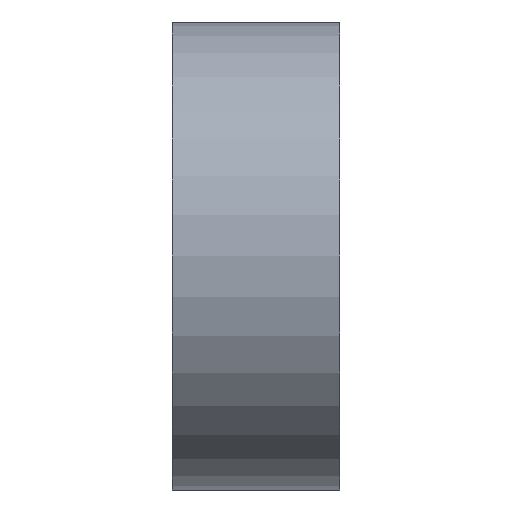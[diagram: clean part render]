
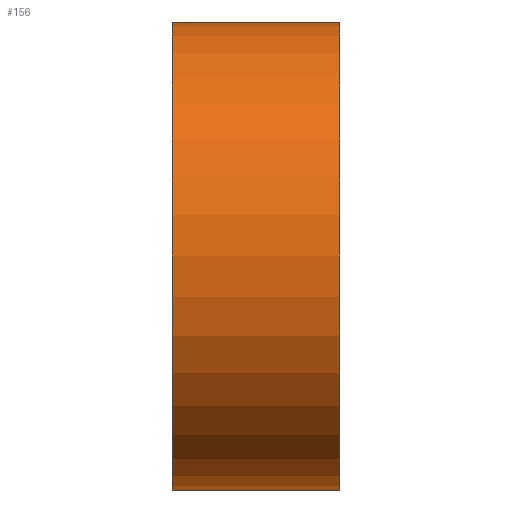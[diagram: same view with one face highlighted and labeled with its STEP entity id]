
A CAD part, left-side view. The second image highlights one B-rep face of the part: STEP entity #156.
In plain terms, the highlighted cylindrical face has radius 2.8 mm (diameter 5.6 mm), a partial arc.
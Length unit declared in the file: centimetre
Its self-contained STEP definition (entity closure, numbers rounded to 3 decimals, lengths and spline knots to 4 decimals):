
#4 = VERTEX_POINT ( 'NONE', #187 ) ;
#7 = VECTOR ( 'NONE', #37, 100. ) ;
#15 = ORIENTED_EDGE ( 'NONE', *, *, #35, .T. ) ;
#19 = DIRECTION ( 'NONE',  ( 0., 1., 0. ) ) ;
#21 = EDGE_CURVE ( 'NONE', #250, #4, #194, .T. ) ;
#35 = EDGE_CURVE ( 'NONE', #172, #302, #70, .T. ) ;
#37 = DIRECTION ( 'NONE',  ( 0., -1., 0. ) ) ;
#41 = DIRECTION ( 'NONE',  ( 0., 0., -1. ) ) ;
#42 = DIRECTION ( 'NONE',  ( 0., 1., 0. ) ) ;
#50 = DIRECTION ( 'NONE',  ( 0., 0., 1. ) ) ;
#51 = CARTESIAN_POINT ( 'NONE',  ( 0., 0.1, 0.28 ) ) ;
#53 = CYLINDRICAL_SURFACE ( 'NONE', #243, 0.28 ) ;
#61 = CARTESIAN_POINT ( 'NONE',  ( 0., 0.1, 0. ) ) ;
#68 = LINE ( 'NONE', #252, #7 ) ;
#70 = CIRCLE ( 'NONE', #178, 0.28 ) ;
#88 = EDGE_CURVE ( 'NONE', #250, #172, #68, .T. ) ;
#104 = CARTESIAN_POINT ( 'NONE',  ( 0., 0.1, -0.28 ) ) ;
#111 = ORIENTED_EDGE ( 'NONE', *, *, #88, .T. ) ;
#113 = AXIS2_PLACEMENT_3D ( 'NONE', #261, #19, #50 ) ;
#115 = ORIENTED_EDGE ( 'NONE', *, *, #167, .F. ) ;
#129 = DIRECTION ( 'NONE',  ( 0., -1., 0. ) ) ;
#135 = FACE_OUTER_BOUND ( 'NONE', #276, .T. ) ;
#151 = VECTOR ( 'NONE', #233, 100. ) ;
#152 = DIRECTION ( 'NONE',  ( 0., 0., 1. ) ) ;
#156 = ADVANCED_FACE ( 'NONE', ( #135 ), #53, .T. ) ;
#166 = CARTESIAN_POINT ( 'NONE',  ( 0., -0.1, 0.28 ) ) ;
#167 = EDGE_CURVE ( 'NONE', #4, #302, #329, .T. ) ;
#172 = VERTEX_POINT ( 'NONE', #321 ) ;
#178 = AXIS2_PLACEMENT_3D ( 'NONE', #181, #42, #152 ) ;
#181 = CARTESIAN_POINT ( 'NONE',  ( 0., -0.1, 0. ) ) ;
#187 = CARTESIAN_POINT ( 'NONE',  ( 0., 0.1, 0.28 ) ) ;
#194 = CIRCLE ( 'NONE', #113, 0.28 ) ;
#233 = DIRECTION ( 'NONE',  ( 0., -1., 0. ) ) ;
#234 = ORIENTED_EDGE ( 'NONE', *, *, #21, .F. ) ;
#243 = AXIS2_PLACEMENT_3D ( 'NONE', #61, #129, #41 ) ;
#250 = VERTEX_POINT ( 'NONE', #104 ) ;
#252 = CARTESIAN_POINT ( 'NONE',  ( 0., 0.1, -0.28 ) ) ;
#261 = CARTESIAN_POINT ( 'NONE',  ( 0., 0.1, 0. ) ) ;
#276 = EDGE_LOOP ( 'NONE', ( #15, #115, #234, #111 ) ) ;
#302 = VERTEX_POINT ( 'NONE', #166 ) ;
#321 = CARTESIAN_POINT ( 'NONE',  ( 0., -0.1, -0.28 ) ) ;
#329 = LINE ( 'NONE', #51, #151 ) ;
